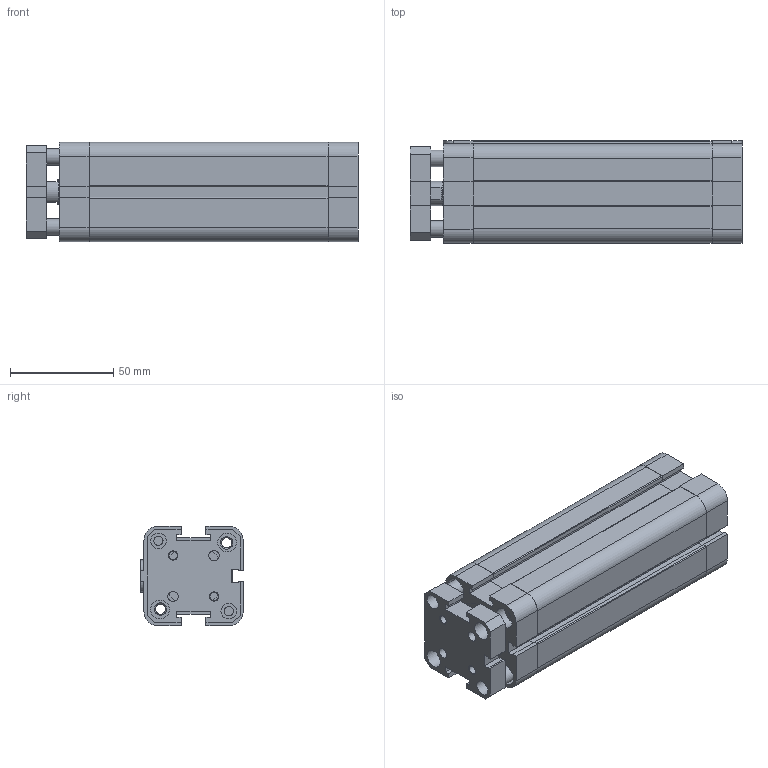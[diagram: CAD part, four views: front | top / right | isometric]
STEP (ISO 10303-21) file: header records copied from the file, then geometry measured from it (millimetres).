
FILE_DESCRIPTION(/* description */ ('Unknown'),/* implementation_level */ '2;1');
FILE_NAME(/* name */ '1581.32.100.07.1',/* time_stamp */ '2023-01-20T09:39:54-05:00',/* author */ ('Unknown'),/* organization */ ('Unknown'),/* preprocessor_version */ 'ST-DEVELOPER v18.1',/* originating_system */ 'Solid Edge',/* authorisation */ 'Unknown');
FILE_SCHEMA (('AUTOMOTIVE_DESIGN {1 0 10303 214 3 1 1}'));
Length unit declared in the file: millimetre
Products named in the file (7): 1581.32.100.07.1; 32-flangia_antirot 1 8 80 07080; 32-stelo 80 0 07 1 07 0 80; 32-testata_post 1 8; 32-camicia818007; 32-testata_ant_antirotazione 1 8; 1581.32.80.07.1 (0) 80 0  _dummy
Assembly tree (6 placements, depth 2):
  1581.32.100.07.1
    32-flangia_antirot 1 8 80 07080
    32-stelo 80 0 07 1 07 0 80
    32-testata_post 1 8
    32-camicia818007
    32-testata_ant_antirotazione 1 8
    1581.32.80.07.1 (0) 80 0  _dummy
Bounding box: 160.5 x 49.5 x 48 mm (x, y, z)
Volume: 194703.7 mm3; surface area: 105031.4 mm2
Topology: 5 solids, 5 shells, 313 faces, 842 edges, 560 vertices
Faces by surface type: plane 187, cylinder 113, cone 13
Full cylindrical faces by diameter (mm): 4.134 x2, 4.5 x3, 4.917 x7, 5 x2, 7.5 x2, 8 x2, 8.566 x2, 9 x2, 10.5 x8, 11.7 x1, 12 x1, 12.1 x1, 22.2 x2, 30 x2, 32 x2
Entity records: 9739 total; most frequent: CARTESIAN_POINT 1668, DIRECTION 1656, ORIENTED_EDGE 1560, EDGE_CURVE 780, AXIS2_PLACEMENT_3D 562, VERTEX_POINT 550, LINE 532, VECTOR 532
